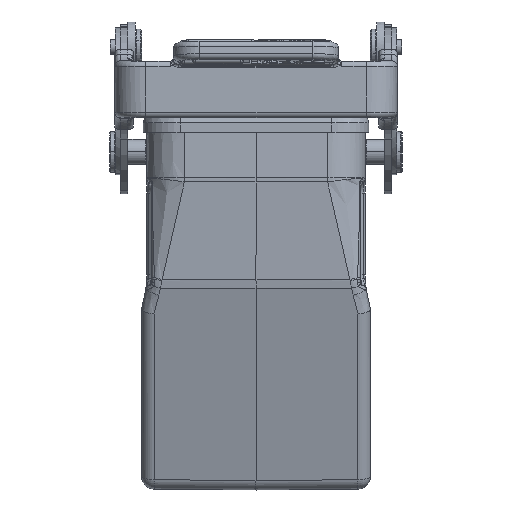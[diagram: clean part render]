
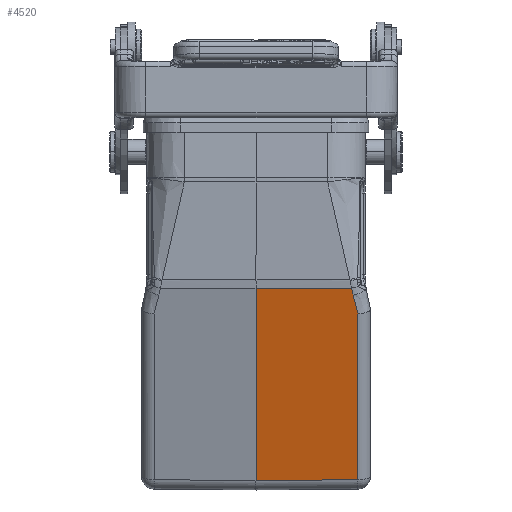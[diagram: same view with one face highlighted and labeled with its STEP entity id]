
A CAD part, left-side view. The second image highlights one B-rep face of the part: STEP entity #4520.
In plain terms, the highlighted planar face has unit normal (-0.966, -0.009, -0.259).
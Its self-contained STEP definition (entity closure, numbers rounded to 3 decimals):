
#1491=B_SPLINE_CURVE_WITH_KNOTS('',3,(#49949,#49950,#49951,#49952,#49953,
#49954,#49955,#49956,#49957,#49958,#49959,#49960,#49961,#49962,#49963,#49964,
#49965,#49966,#49967),.UNSPECIFIED.,.F.,.F.,(4,2,2,1,2,2,2,2,2,4),(0.,0.25,
0.375,0.438,0.469,0.5,
0.563,0.625,0.75,1.),.UNSPECIFIED.);
#1492=B_SPLINE_CURVE_WITH_KNOTS('',3,(#49969,#49970,#49971,#49972,#49973,
#49974),.UNSPECIFIED.,.F.,.F.,(4,1,1,4),(0.,0.333,0.667,
1.),.UNSPECIFIED.);
#4520=ADVANCED_FACE('',(#7285),#6195,.F.);
#6195=PLANE('',#34482);
#7285=FACE_OUTER_BOUND('',#9157,.T.);
#9157=EDGE_LOOP('',(#12731,#12732,#12733,#12734,#12735,#12736));
#12731=ORIENTED_EDGE('',*,*,#25204,.F.);
#12732=ORIENTED_EDGE('',*,*,#25205,.T.);
#12733=ORIENTED_EDGE('',*,*,#25206,.F.);
#12734=ORIENTED_EDGE('',*,*,#25207,.T.);
#12735=ORIENTED_EDGE('',*,*,#25208,.F.);
#12736=ORIENTED_EDGE('',*,*,#25209,.T.);
#21621=VERTEX_POINT('',#49942);
#21622=VERTEX_POINT('',#49944);
#21623=VERTEX_POINT('',#49948);
#21624=VERTEX_POINT('',#49968);
#21625=VERTEX_POINT('',#49975);
#21626=VERTEX_POINT('',#49977);
#25204=EDGE_CURVE('',#21622,#21621,#29477,.T.);
#25205=EDGE_CURVE('',#21622,#21623,#29478,.T.);
#25206=EDGE_CURVE('',#21624,#21623,#1491,.T.);
#25207=EDGE_CURVE('',#21624,#21625,#1492,.T.);
#25208=EDGE_CURVE('',#21626,#21625,#29479,.T.);
#25209=EDGE_CURVE('',#21626,#21621,#29480,.T.);
#29477=LINE('',#49945,#31788);
#29478=LINE('',#49947,#31789);
#29479=LINE('',#49976,#31790);
#29480=LINE('',#49978,#31791);
#31788=VECTOR('',#38503,1.);
#31789=VECTOR('',#38506,1.);
#31790=VECTOR('',#38507,1.);
#31791=VECTOR('',#38508,1.);
#34482=AXIS2_PLACEMENT_3D('',#49979,#38509,#38510);
#38503=DIRECTION('',(-0.007,1.,-0.009));
#38506=DIRECTION('',(-0.259,0.,0.966));
#38507=DIRECTION('',(0.009,-1.,0.002));
#38508=DIRECTION('',(0.259,0.,-0.966));
#38509=DIRECTION('',(0.966,0.009,0.259));
#38510=DIRECTION('',(-0.259,0.,0.966));
#49942=CARTESIAN_POINT('',(-24.451,0.,-70.147));
#49944=CARTESIAN_POINT('',(-24.317,-20.022,-69.972));
#49945=CARTESIAN_POINT('',(-24.317,-20.022,-69.972));
#49947=CARTESIAN_POINT('',(-24.317,-20.022,-69.972));
#49948=CARTESIAN_POINT('',(-33.046,-20.022,-37.395));
#49949=CARTESIAN_POINT('',(-34.05,-19.115,-33.678));
#49950=CARTESIAN_POINT('',(-33.972,-19.204,-33.966));
#49951=CARTESIAN_POINT('',(-33.893,-19.289,-34.26));
#49952=CARTESIAN_POINT('',(-33.771,-19.413,-34.71));
#49953=CARTESIAN_POINT('',(-33.73,-19.454,-34.862));
#49954=CARTESIAN_POINT('',(-33.668,-19.513,-35.091));
#49955=CARTESIAN_POINT('',(-33.637,-19.543,-35.206));
#49956=CARTESIAN_POINT('',(-33.605,-19.572,-35.323));
#49957=CARTESIAN_POINT('',(-33.584,-19.591,-35.4));
#49958=CARTESIAN_POINT('',(-33.566,-19.608,-35.467));
#49959=CARTESIAN_POINT('',(-33.557,-19.616,-35.501));
#49960=CARTESIAN_POINT('',(-33.545,-19.627,-35.547));
#49961=CARTESIAN_POINT('',(-33.507,-19.66,-35.687));
#49962=CARTESIAN_POINT('',(-33.474,-19.688,-35.811));
#49963=CARTESIAN_POINT('',(-33.403,-19.747,-36.073));
#49964=CARTESIAN_POINT('',(-33.357,-19.784,-36.244));
#49965=CARTESIAN_POINT('',(-33.214,-19.898,-36.773));
#49966=CARTESIAN_POINT('',(-33.116,-19.973,-37.135));
#49967=CARTESIAN_POINT('',(-33.046,-20.022,-37.395));
#49968=CARTESIAN_POINT('',(-34.05,-19.115,-33.678));
#49969=CARTESIAN_POINT('',(-34.05,-19.115,-33.678));
#49970=CARTESIAN_POINT('',(-34.093,-19.067,-33.521));
#49971=CARTESIAN_POINT('',(-34.177,-18.984,-33.21));
#49972=CARTESIAN_POINT('',(-34.304,-18.873,-32.74));
#49973=CARTESIAN_POINT('',(-34.381,-18.804,-32.454));
#49974=CARTESIAN_POINT('',(-34.418,-18.767,-32.316));
#49975=CARTESIAN_POINT('',(-34.418,-18.767,-32.316));
#49976=CARTESIAN_POINT('',(-34.58,0.,-32.345));
#49977=CARTESIAN_POINT('',(-34.58,0.,-32.345));
#49978=CARTESIAN_POINT('',(-34.58,0.,-32.345));
#49979=CARTESIAN_POINT('',(-29.431,-10.011,-51.223));
